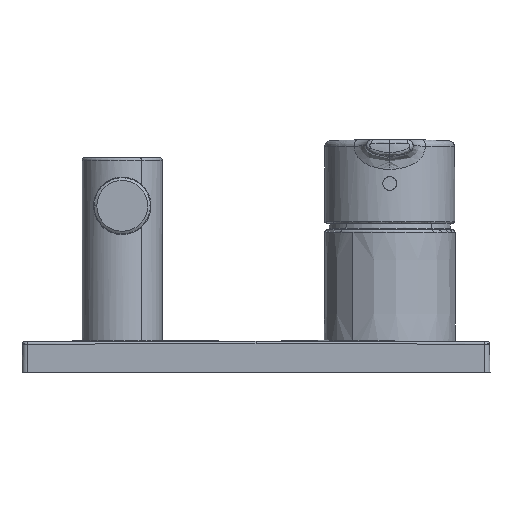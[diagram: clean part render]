
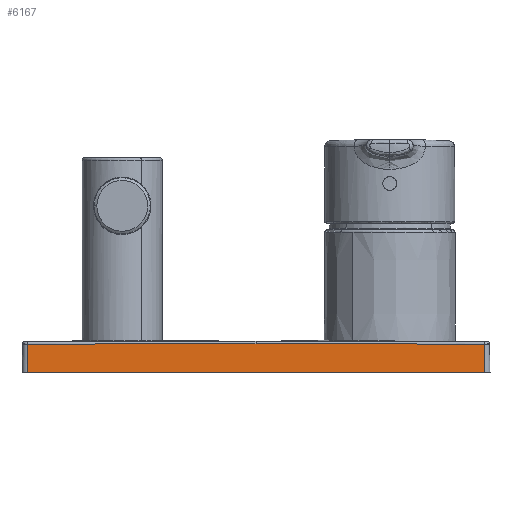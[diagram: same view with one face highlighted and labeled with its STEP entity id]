
A CAD part, front view. The second image highlights one B-rep face of the part: STEP entity #6167.
In plain terms, the highlighted planar face has unit normal (0, -1, 0.018).
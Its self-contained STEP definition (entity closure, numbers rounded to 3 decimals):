
#96 = PLANE ( 'NONE',  #5941 ) ;
#138 = CARTESIAN_POINT ( 'NONE',  ( -50., -37.314, 10.642 ) ) ;
#242 = LINE ( 'NONE', #2173, #1914 ) ;
#317 = ORIENTED_EDGE ( 'NONE', *, *, #2688, .F. ) ;
#327 = VERTEX_POINT ( 'NONE', #3220 ) ;
#414 = EDGE_CURVE ( 'NONE', #1667, #327, #2982, .T. ) ;
#417 = CARTESIAN_POINT ( 'NONE',  ( -135.5, -37.5, 0. ) ) ;
#601 = DIRECTION ( 'NONE',  ( 0., -0.017, -1. ) ) ;
#893 = VERTEX_POINT ( 'NONE', #3561 ) ;
#1057 = ORIENTED_EDGE ( 'NONE', *, *, #3509, .F. ) ;
#1119 = CARTESIAN_POINT ( 'NONE',  ( -15.874, -37.314, 10.64 ) ) ;
#1148 = CARTESIAN_POINT ( 'NONE',  ( -118.252, -37.314, 10.628 ) ) ;
#1305 = VECTOR ( 'NONE', #3535, 1000. ) ;
#1623 = CARTESIAN_POINT ( 'NONE',  ( -32.937, -37.314, 10.642 ) ) ;
#1654 = CARTESIAN_POINT ( 'NONE',  ( -135.315, -37.315, 10.619 ) ) ;
#1667 = VERTEX_POINT ( 'NONE', #5092 ) ;
#1886 = CARTESIAN_POINT ( 'NONE',  ( 35.315, -37.315, 10.619 ) ) ;
#1914 = VECTOR ( 'NONE', #5813, 1000. ) ;
#2100 = VECTOR ( 'NONE', #6442, 1000. ) ;
#2120 = DIRECTION ( 'NONE',  ( 0., 1., -0.017 ) ) ;
#2134 = CARTESIAN_POINT ( 'NONE',  ( 1.189, -37.314, 10.635 ) ) ;
#2173 = CARTESIAN_POINT ( 'NONE',  ( -137.5, -37.5, 0. ) ) ;
#2498 = B_SPLINE_CURVE_WITH_KNOTS ( 'NONE', 5,
 ( #5259, #1623, #1119, #2134, #5773, #2665 ),
 .UNSPECIFIED., .F., .F.,
 ( 6, 6 ),
 ( 0., 1. ),
 .UNSPECIFIED. ) ;
#2665 = CARTESIAN_POINT ( 'NONE',  ( 35.315, -37.315, 10.619 ) ) ;
#2688 = EDGE_CURVE ( 'NONE', #3123, #4143, #2498, .T. ) ;
#2696 = CARTESIAN_POINT ( 'NONE',  ( -101.189, -37.314, 10.635 ) ) ;
#2958 = ORIENTED_EDGE ( 'NONE', *, *, #4357, .F. ) ;
#2982 = LINE ( 'NONE', #417, #1305 ) ;
#3123 = VERTEX_POINT ( 'NONE', #4491 ) ;
#3215 = CARTESIAN_POINT ( 'NONE',  ( -67.063, -37.314, 10.642 ) ) ;
#3220 = CARTESIAN_POINT ( 'NONE',  ( -135.315, -37.315, 10.619 ) ) ;
#3414 = EDGE_CURVE ( 'NONE', #327, #3123, #6567, .T. ) ;
#3509 = EDGE_CURVE ( 'NONE', #4143, #893, #5112, .T. ) ;
#3535 = DIRECTION ( 'NONE',  ( 0.017, 0.017, 1. ) ) ;
#3561 = CARTESIAN_POINT ( 'NONE',  ( 35.5, -37.5, 0. ) ) ;
#3720 = ORIENTED_EDGE ( 'NONE', *, *, #414, .F. ) ;
#4143 = VERTEX_POINT ( 'NONE', #1886 ) ;
#4357 = EDGE_CURVE ( 'NONE', #893, #1667, #242, .T. ) ;
#4491 = CARTESIAN_POINT ( 'NONE',  ( -50., -37.314, 10.642 ) ) ;
#5092 = CARTESIAN_POINT ( 'NONE',  ( -135.5, -37.5, 0. ) ) ;
#5112 = LINE ( 'NONE', #5936, #2100 ) ;
#5259 = CARTESIAN_POINT ( 'NONE',  ( -50., -37.314, 10.642 ) ) ;
#5359 = EDGE_LOOP ( 'NONE', ( #2958, #1057, #317, #5991, #3720 ) ) ;
#5773 = CARTESIAN_POINT ( 'NONE',  ( 18.252, -37.314, 10.628 ) ) ;
#5813 = DIRECTION ( 'NONE',  ( -1., 0., 0. ) ) ;
#5936 = CARTESIAN_POINT ( 'NONE',  ( 35.315, -37.315, 10.619 ) ) ;
#5941 = AXIS2_PLACEMENT_3D ( 'NONE', #6275, #2120, #601 ) ;
#5991 = ORIENTED_EDGE ( 'NONE', *, *, #3414, .F. ) ;
#6111 = FACE_OUTER_BOUND ( 'NONE', #5359, .T. ) ;
#6167 = ADVANCED_FACE ( 'NONE', ( #6111 ), #96, .F. ) ;
#6275 = CARTESIAN_POINT ( 'NONE',  ( -137.5, -37.5, 0. ) ) ;
#6321 = CARTESIAN_POINT ( 'NONE',  ( -84.126, -37.314, 10.64 ) ) ;
#6442 = DIRECTION ( 'NONE',  ( 0.017, -0.017, -1. ) ) ;
#6567 = B_SPLINE_CURVE_WITH_KNOTS ( 'NONE', 5,
 ( #1654, #1148, #2696, #6321, #3215, #138 ),
 .UNSPECIFIED., .F., .F.,
 ( 6, 6 ),
 ( 0., 1. ),
 .UNSPECIFIED. ) ;
